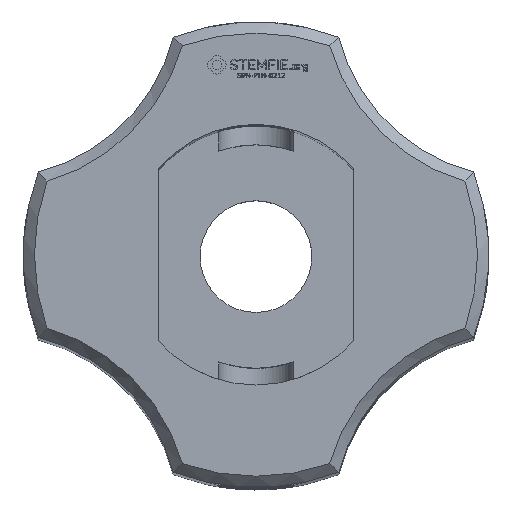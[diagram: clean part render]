
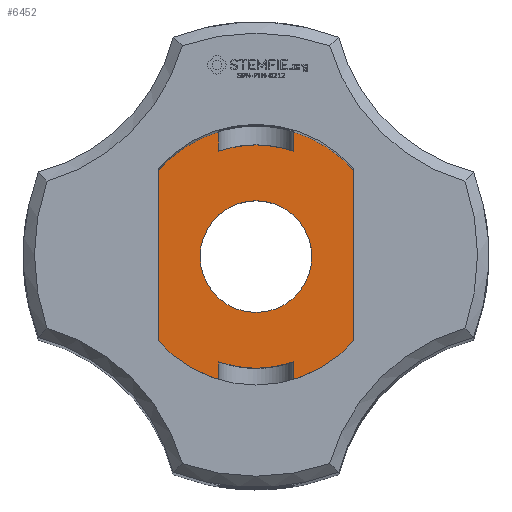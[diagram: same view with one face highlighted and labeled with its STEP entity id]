
A CAD part, top view. The second image highlights one B-rep face of the part: STEP entity #6452.
In plain terms, the highlighted planar face has unit normal (0, 0, 1).
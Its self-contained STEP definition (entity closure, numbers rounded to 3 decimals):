
#1292 = VERTEX_POINT('',#1293);
#1293 = CARTESIAN_POINT('',(2.829,0.998,11.));
#1307 = EDGE_CURVE('',#1308,#1292,#1310,.T.);
#1308 = VERTEX_POINT('',#1309);
#1309 = CARTESIAN_POINT('',(2.625,0.998,11.));
#1310 = LINE('',#1311,#1312);
#1311 = CARTESIAN_POINT('',(44.748,0.998,11.));
#1312 = VECTOR('',#1313,1.);
#1313 = DIRECTION('',(1.,0.,0.));
#1316 = VERTEX_POINT('',#1317);
#1317 = CARTESIAN_POINT('',(2.625,-0.998,11.));
#1324 = EDGE_CURVE('',#1316,#1325,#1327,.T.);
#1325 = VERTEX_POINT('',#1326);
#1326 = CARTESIAN_POINT('',(2.829,-0.998,11.));
#1327 = LINE('',#1328,#1329);
#1328 = CARTESIAN_POINT('',(44.748,-0.998,11.));
#1329 = VECTOR('',#1330,1.);
#1330 = DIRECTION('',(1.,0.,0.));
#6374 = EDGE_CURVE('',#6375,#1308,#6377,.T.);
#6375 = VERTEX_POINT('',#6376);
#6376 = CARTESIAN_POINT('',(2.625,2.315,11.));
#6377 = LINE('',#6378,#6379);
#6378 = CARTESIAN_POINT('',(2.625,2.315,11.));
#6379 = VECTOR('',#6380,1.);
#6380 = DIRECTION('',(0.,-1.,0.));
#6390 = VERTEX_POINT('',#6391);
#6391 = CARTESIAN_POINT('',(2.625,-2.315,11.));
#6397 = EDGE_CURVE('',#1316,#6390,#6398,.T.);
#6398 = LINE('',#6399,#6400);
#6399 = CARTESIAN_POINT('',(2.625,2.315,11.));
#6400 = VECTOR('',#6401,1.);
#6401 = DIRECTION('',(0.,-1.,0.));
#6439 = EDGE_CURVE('',#1292,#1325,#6440,.T.);
#6440 = CIRCLE('',#6441,3.);
#6441 = AXIS2_PLACEMENT_3D('',#6442,#6443,#6444);
#6442 = CARTESIAN_POINT('',(0.,0.,11.));
#6443 = DIRECTION('',(0.,0.,-1.));
#6444 = DIRECTION('',(0.,1.,0.));
#6452 = ADVANCED_FACE('',(#6453,#6594),#6605,.T.);
#6453 = FACE_BOUND('',#6454,.T.);
#6454 = EDGE_LOOP('',(#6455,#6456,#6457,#6458,#6459,#6468,#6476,#6485,
    #6494,#6502,#6511,#6519,#6527,#6536,#6544,#6552,#6561,#6569,#6578,
    #6586,#6593));
#6455 = ORIENTED_EDGE('',*,*,#1324,.T.);
#6456 = ORIENTED_EDGE('',*,*,#6439,.F.);
#6457 = ORIENTED_EDGE('',*,*,#1307,.F.);
#6458 = ORIENTED_EDGE('',*,*,#6374,.F.);
#6459 = ORIENTED_EDGE('',*,*,#6460,.T.);
#6460 = EDGE_CURVE('',#6375,#6461,#6463,.T.);
#6461 = VERTEX_POINT('',#6462);
#6462 = CARTESIAN_POINT('',(0.998,3.355,11.));
#6463 = CIRCLE('',#6464,3.5);
#6464 = AXIS2_PLACEMENT_3D('',#6465,#6466,#6467);
#6465 = CARTESIAN_POINT('',(0.,0.,11.)
  );
#6466 = DIRECTION('',(0.,0.,1.));
#6467 = DIRECTION('',(1.,0.,0.));
#6468 = ORIENTED_EDGE('',*,*,#6469,.T.);
#6469 = EDGE_CURVE('',#6461,#6470,#6472,.T.);
#6470 = VERTEX_POINT('',#6471);
#6471 = CARTESIAN_POINT('',(0.998,2.829,11.));
#6472 = LINE('',#6473,#6474);
#6473 = CARTESIAN_POINT('',(0.998,-44.748,11.));
#6474 = VECTOR('',#6475,1.);
#6475 = DIRECTION('',(0.,-1.,0.));
#6476 = ORIENTED_EDGE('',*,*,#6477,.F.);
#6477 = EDGE_CURVE('',#6478,#6470,#6480,.T.);
#6478 = VERTEX_POINT('',#6479);
#6479 = CARTESIAN_POINT('',(0.,3.,11.));
#6480 = CIRCLE('',#6481,3.);
#6481 = AXIS2_PLACEMENT_3D('',#6482,#6483,#6484);
#6482 = CARTESIAN_POINT('',(0.,0.,11.));
#6483 = DIRECTION('',(0.,0.,-1.));
#6484 = DIRECTION('',(0.,1.,0.));
#6485 = ORIENTED_EDGE('',*,*,#6486,.F.);
#6486 = EDGE_CURVE('',#6487,#6478,#6489,.T.);
#6487 = VERTEX_POINT('',#6488);
#6488 = CARTESIAN_POINT('',(-0.998,2.829,11.));
#6489 = CIRCLE('',#6490,3.);
#6490 = AXIS2_PLACEMENT_3D('',#6491,#6492,#6493);
#6491 = CARTESIAN_POINT('',(0.,0.,11.));
#6492 = DIRECTION('',(0.,0.,-1.));
#6493 = DIRECTION('',(0.,1.,0.));
#6494 = ORIENTED_EDGE('',*,*,#6495,.F.);
#6495 = EDGE_CURVE('',#6496,#6487,#6498,.T.);
#6496 = VERTEX_POINT('',#6497);
#6497 = CARTESIAN_POINT('',(-0.998,3.355,11.));
#6498 = LINE('',#6499,#6500);
#6499 = CARTESIAN_POINT('',(-0.998,-44.748,11.));
#6500 = VECTOR('',#6501,1.);
#6501 = DIRECTION('',(0.,-1.,0.));
#6502 = ORIENTED_EDGE('',*,*,#6503,.T.);
#6503 = EDGE_CURVE('',#6496,#6504,#6506,.T.);
#6504 = VERTEX_POINT('',#6505);
#6505 = CARTESIAN_POINT('',(-2.625,2.315,11.));
#6506 = CIRCLE('',#6507,3.5);
#6507 = AXIS2_PLACEMENT_3D('',#6508,#6509,#6510);
#6508 = CARTESIAN_POINT('',(0.,0.,11.)
  );
#6509 = DIRECTION('',(0.,0.,1.));
#6510 = DIRECTION('',(1.,0.,0.));
#6511 = ORIENTED_EDGE('',*,*,#6512,.T.);
#6512 = EDGE_CURVE('',#6504,#6513,#6515,.T.);
#6513 = VERTEX_POINT('',#6514);
#6514 = CARTESIAN_POINT('',(-2.625,0.998,11.));
#6515 = LINE('',#6516,#6517);
#6516 = CARTESIAN_POINT('',(-2.625,2.315,11.));
#6517 = VECTOR('',#6518,1.);
#6518 = DIRECTION('',(0.,-1.,0.));
#6519 = ORIENTED_EDGE('',*,*,#6520,.F.);
#6520 = EDGE_CURVE('',#6521,#6513,#6523,.T.);
#6521 = VERTEX_POINT('',#6522);
#6522 = CARTESIAN_POINT('',(-2.829,0.998,11.));
#6523 = LINE('',#6524,#6525);
#6524 = CARTESIAN_POINT('',(44.748,0.998,11.));
#6525 = VECTOR('',#6526,1.);
#6526 = DIRECTION('',(1.,0.,0.));
#6527 = ORIENTED_EDGE('',*,*,#6528,.F.);
#6528 = EDGE_CURVE('',#6529,#6521,#6531,.T.);
#6529 = VERTEX_POINT('',#6530);
#6530 = CARTESIAN_POINT('',(-2.829,-0.998,11.));
#6531 = CIRCLE('',#6532,3.);
#6532 = AXIS2_PLACEMENT_3D('',#6533,#6534,#6535);
#6533 = CARTESIAN_POINT('',(0.,0.,11.));
#6534 = DIRECTION('',(0.,0.,-1.));
#6535 = DIRECTION('',(0.,1.,0.));
#6536 = ORIENTED_EDGE('',*,*,#6537,.T.);
#6537 = EDGE_CURVE('',#6529,#6538,#6540,.T.);
#6538 = VERTEX_POINT('',#6539);
#6539 = CARTESIAN_POINT('',(-2.625,-0.998,11.));
#6540 = LINE('',#6541,#6542);
#6541 = CARTESIAN_POINT('',(44.748,-0.998,11.));
#6542 = VECTOR('',#6543,1.);
#6543 = DIRECTION('',(1.,0.,0.));
#6544 = ORIENTED_EDGE('',*,*,#6545,.T.);
#6545 = EDGE_CURVE('',#6538,#6546,#6548,.T.);
#6546 = VERTEX_POINT('',#6547);
#6547 = CARTESIAN_POINT('',(-2.625,-2.315,11.));
#6548 = LINE('',#6549,#6550);
#6549 = CARTESIAN_POINT('',(-2.625,2.315,11.));
#6550 = VECTOR('',#6551,1.);
#6551 = DIRECTION('',(0.,-1.,0.));
#6552 = ORIENTED_EDGE('',*,*,#6553,.T.);
#6553 = EDGE_CURVE('',#6546,#6554,#6556,.T.);
#6554 = VERTEX_POINT('',#6555);
#6555 = CARTESIAN_POINT('',(-0.998,-3.355,11.));
#6556 = CIRCLE('',#6557,3.5);
#6557 = AXIS2_PLACEMENT_3D('',#6558,#6559,#6560);
#6558 = CARTESIAN_POINT('',(0.,0.,11.)
  );
#6559 = DIRECTION('',(0.,0.,1.));
#6560 = DIRECTION('',(1.,0.,0.));
#6561 = ORIENTED_EDGE('',*,*,#6562,.F.);
#6562 = EDGE_CURVE('',#6563,#6554,#6565,.T.);
#6563 = VERTEX_POINT('',#6564);
#6564 = CARTESIAN_POINT('',(-0.998,-2.829,11.));
#6565 = LINE('',#6566,#6567);
#6566 = CARTESIAN_POINT('',(-0.998,-44.748,11.));
#6567 = VECTOR('',#6568,1.);
#6568 = DIRECTION('',(0.,-1.,0.));
#6569 = ORIENTED_EDGE('',*,*,#6570,.F.);
#6570 = EDGE_CURVE('',#6571,#6563,#6573,.T.);
#6571 = VERTEX_POINT('',#6572);
#6572 = CARTESIAN_POINT('',(0.998,-2.829,11.));
#6573 = CIRCLE('',#6574,3.);
#6574 = AXIS2_PLACEMENT_3D('',#6575,#6576,#6577);
#6575 = CARTESIAN_POINT('',(0.,0.,11.));
#6576 = DIRECTION('',(0.,0.,-1.));
#6577 = DIRECTION('',(0.,1.,0.));
#6578 = ORIENTED_EDGE('',*,*,#6579,.T.);
#6579 = EDGE_CURVE('',#6571,#6580,#6582,.T.);
#6580 = VERTEX_POINT('',#6581);
#6581 = CARTESIAN_POINT('',(0.998,-3.355,11.));
#6582 = LINE('',#6583,#6584);
#6583 = CARTESIAN_POINT('',(0.998,-44.748,11.));
#6584 = VECTOR('',#6585,1.);
#6585 = DIRECTION('',(0.,-1.,0.));
#6586 = ORIENTED_EDGE('',*,*,#6587,.T.);
#6587 = EDGE_CURVE('',#6580,#6390,#6588,.T.);
#6588 = CIRCLE('',#6589,3.5);
#6589 = AXIS2_PLACEMENT_3D('',#6590,#6591,#6592);
#6590 = CARTESIAN_POINT('',(0.,0.,11.)
  );
#6591 = DIRECTION('',(0.,0.,1.));
#6592 = DIRECTION('',(1.,0.,0.));
#6593 = ORIENTED_EDGE('',*,*,#6397,.F.);
#6594 = FACE_BOUND('',#6595,.T.);
#6595 = EDGE_LOOP('',(#6596));
#6596 = ORIENTED_EDGE('',*,*,#6597,.T.);
#6597 = EDGE_CURVE('',#6598,#6598,#6600,.T.);
#6598 = VERTEX_POINT('',#6599);
#6599 = CARTESIAN_POINT('',(0.,1.5,11.));
#6600 = CIRCLE('',#6601,1.5);
#6601 = AXIS2_PLACEMENT_3D('',#6602,#6603,#6604);
#6602 = CARTESIAN_POINT('',(0.,0.,11.));
#6603 = DIRECTION('',(0.,0.,-1.));
#6604 = DIRECTION('',(0.,1.,0.));
#6605 = PLANE('',#6606);
#6606 = AXIS2_PLACEMENT_3D('',#6607,#6608,#6609);
#6607 = CARTESIAN_POINT('',(0.,0.001,11.)
  );
#6608 = DIRECTION('',(0.,0.,1.));
#6609 = DIRECTION('',(0.,1.,0.));
